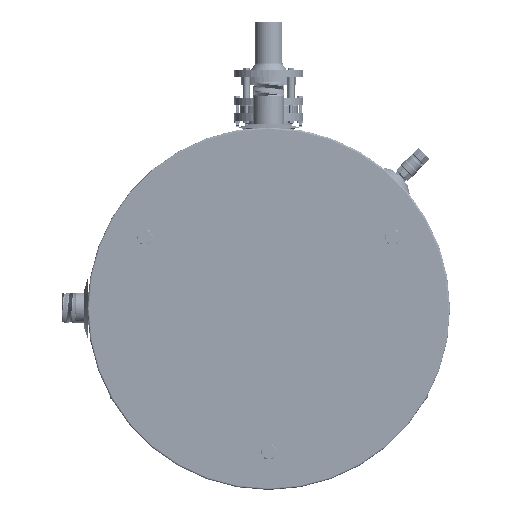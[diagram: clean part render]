
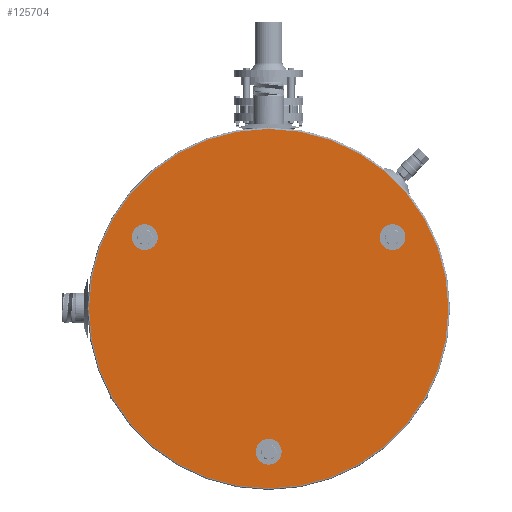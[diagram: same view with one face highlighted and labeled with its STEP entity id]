
A CAD part, front view. The second image highlights one B-rep face of the part: STEP entity #125704.
In plain terms, the highlighted planar face has unit normal (0, -1, 0).
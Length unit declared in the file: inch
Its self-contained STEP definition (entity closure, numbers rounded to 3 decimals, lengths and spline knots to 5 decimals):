
#231 = DIRECTION ( 'NONE',  ( 0., 0., 1. ) ) ;
#267 = FACE_BOUND ( 'NONE', #83555, .T. ) ;
#7420 = DIRECTION ( 'NONE',  ( 0., 1., 0. ) ) ;
#21507 = DIRECTION ( 'NONE',  ( 0., 0., -1. ) ) ;
#26296 = ORIENTED_EDGE ( 'NONE', *, *, #146793, .T. ) ;
#26873 = DIRECTION ( 'NONE',  ( 0., 1., 0. ) ) ;
#36416 = CARTESIAN_POINT ( 'NONE',  ( 0., 1.1035, -12.06864 ) ) ;
#40171 = CIRCLE ( 'NONE', #262247, 1. ) ;
#54979 = FACE_BOUND ( 'NONE', #329246, .T. ) ;
#60486 = VERTEX_POINT ( 'NONE', #228924 ) ;
#79037 = EDGE_CURVE ( 'NONE', #60486, #60486, #326980, .T. ) ;
#83555 = EDGE_LOOP ( 'NONE', ( #26296 ) ) ;
#84346 = PLANE ( 'NONE',  #159405 ) ;
#97750 = DIRECTION ( 'NONE',  ( 0., 1., 0. ) ) ;
#111816 = FACE_OUTER_BOUND ( 'NONE', #295069, .T. ) ;
#124395 = VERTEX_POINT ( 'NONE', #349513 ) ;
#125704 = ADVANCED_FACE ( 'NONE', ( #54979, #166618, #267, #111816 ), #84346, .F. ) ;
#132932 = ORIENTED_EDGE ( 'NONE', *, *, #79037, .T. ) ;
#134079 = EDGE_LOOP ( 'NONE', ( #132932 ) ) ;
#137372 = DIRECTION ( 'NONE',  ( 0., 1., 0. ) ) ;
#140829 = VERTEX_POINT ( 'NONE', #36416 ) ;
#142420 = VERTEX_POINT ( 'NONE', #173461 ) ;
#146793 = EDGE_CURVE ( 'NONE', #124395, #124395, #168203, .T. ) ;
#153912 = EDGE_CURVE ( 'NONE', #142420, #142420, #218125, .T. ) ;
#159405 = AXIS2_PLACEMENT_3D ( 'NONE', #285430, #7420, #256267 ) ;
#164088 = CARTESIAN_POINT ( 'NONE',  ( 9.58572, 1.1035, 5.53432 ) ) ;
#164825 = CARTESIAN_POINT ( 'NONE',  ( 0., 1.1035, -11.06864 ) ) ;
#166618 = FACE_BOUND ( 'NONE', #134079, .T. ) ;
#168203 = CIRCLE ( 'NONE', #331856, 1. ) ;
#173461 = CARTESIAN_POINT ( 'NONE',  ( 0., 1.1035, 13.905 ) ) ;
#209346 = DIRECTION ( 'NONE',  ( 0., 0., -1. ) ) ;
#217962 = CARTESIAN_POINT ( 'NONE',  ( 0., 1.1035, 0. ) ) ;
#218125 = CIRCLE ( 'NONE', #340872, 13.905 ) ;
#225565 = ORIENTED_EDGE ( 'NONE', *, *, #153912, .T. ) ;
#228924 = CARTESIAN_POINT ( 'NONE',  ( -9.58572, 1.1035, 4.53432 ) ) ;
#247226 = DIRECTION ( 'NONE',  ( 0., -1., 0. ) ) ;
#256267 = DIRECTION ( 'NONE',  ( 1., 0., 0. ) ) ;
#262247 = AXIS2_PLACEMENT_3D ( 'NONE', #164825, #137372, #300280 ) ;
#285430 = CARTESIAN_POINT ( 'NONE',  ( 0., 1.1035, 0. ) ) ;
#285559 = ORIENTED_EDGE ( 'NONE', *, *, #287691, .T. ) ;
#287691 = EDGE_CURVE ( 'NONE', #140829, #140829, #40171, .T. ) ;
#291840 = AXIS2_PLACEMENT_3D ( 'NONE', #348394, #97750, #209346 ) ;
#295069 = EDGE_LOOP ( 'NONE', ( #225565 ) ) ;
#300280 = DIRECTION ( 'NONE',  ( 0., 0., -1. ) ) ;
#326980 = CIRCLE ( 'NONE', #291840, 1. ) ;
#329246 = EDGE_LOOP ( 'NONE', ( #285559 ) ) ;
#331856 = AXIS2_PLACEMENT_3D ( 'NONE', #164088, #26873, #21507 ) ;
#340872 = AXIS2_PLACEMENT_3D ( 'NONE', #217962, #247226, #231 ) ;
#348394 = CARTESIAN_POINT ( 'NONE',  ( -9.58572, 1.1035, 5.53432 ) ) ;
#349513 = CARTESIAN_POINT ( 'NONE',  ( 9.58572, 1.1035, 4.53432 ) ) ;
